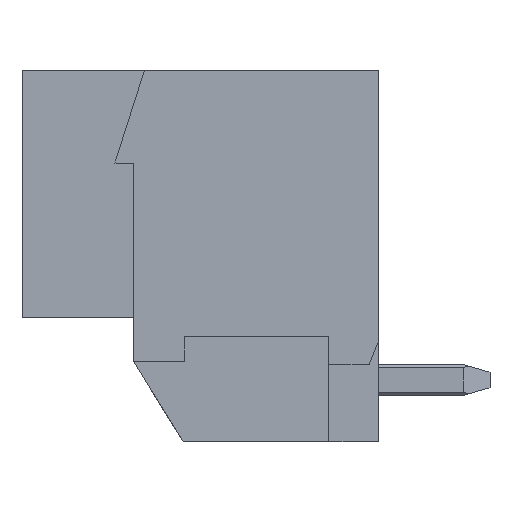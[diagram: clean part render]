
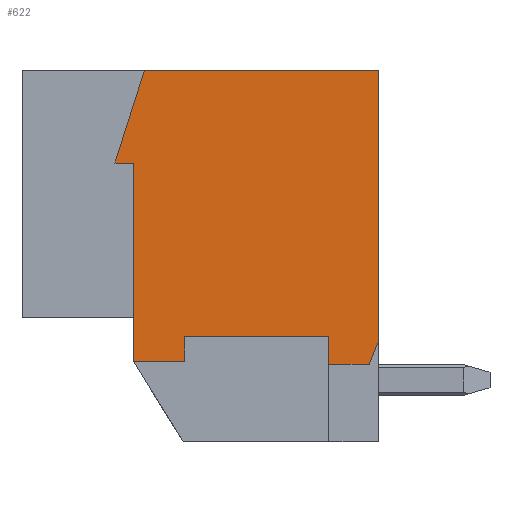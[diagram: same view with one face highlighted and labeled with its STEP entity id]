
A CAD part, left-side view. The second image highlights one B-rep face of the part: STEP entity #622.
In plain terms, the highlighted planar face has unit normal (-1, 0, 0).
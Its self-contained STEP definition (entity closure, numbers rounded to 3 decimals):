
#622 = ADVANCED_FACE( '', ( #1280 ), #1281, .T. );
#1280 = FACE_OUTER_BOUND( '', #1982, .T. );
#1281 = PLANE( '', #1983 );
#1982 = EDGE_LOOP( '', ( #3764, #3765, #3766, #3767, #3768, #3769, #3770, #3771, #3772, #3773, #3774 ) );
#1983 = AXIS2_PLACEMENT_3D( '', #3775, #3776, #3777 );
#3764 = ORIENTED_EDGE( '', *, *, #5215, .F. );
#3765 = ORIENTED_EDGE( '', *, *, #5064, .T. );
#3766 = ORIENTED_EDGE( '', *, *, #4547, .T. );
#3767 = ORIENTED_EDGE( '', *, *, #5216, .T. );
#3768 = ORIENTED_EDGE( '', *, *, #5217, .T. );
#3769 = ORIENTED_EDGE( '', *, *, #5209, .T. );
#3770 = ORIENTED_EDGE( '', *, *, #4470, .F. );
#3771 = ORIENTED_EDGE( '', *, *, #5218, .F. );
#3772 = ORIENTED_EDGE( '', *, *, #4747, .F. );
#3773 = ORIENTED_EDGE( '', *, *, #5219, .F. );
#3774 = ORIENTED_EDGE( '', *, *, #4839, .F. );
#3775 = CARTESIAN_POINT( '', ( -14.2, 0., 0. ) );
#3776 = DIRECTION( '', ( -1., 0., 0. ) );
#3777 = DIRECTION( '', ( 0., 0., 1. ) );
#4470 = EDGE_CURVE( '', #5379, #5380, #5381, .T. );
#4547 = EDGE_CURVE( '', #5519, #5517, #5520, .T. );
#4747 = EDGE_CURVE( '', #5865, #5867, #5868, .T. );
#4839 = EDGE_CURVE( '', #6016, #6017, #6018, .T. );
#5064 = EDGE_CURVE( '', #6347, #5519, #6348, .T. );
#5209 = EDGE_CURVE( '', #6535, #5380, #6536, .T. );
#5215 = EDGE_CURVE( '', #6347, #6016, #6544, .T. );
#5216 = EDGE_CURVE( '', #5517, #6545, #6546, .T. );
#5217 = EDGE_CURVE( '', #6545, #6535, #6547, .T. );
#5218 = EDGE_CURVE( '', #5867, #5379, #6548, .T. );
#5219 = EDGE_CURVE( '', #6017, #5865, #6549, .T. );
#5379 = VERTEX_POINT( '', #6730 );
#5380 = VERTEX_POINT( '', #6731 );
#5381 = LINE( '', #6732, #6733 );
#5517 = VERTEX_POINT( '', #6929 );
#5519 = VERTEX_POINT( '', #6932 );
#5520 = LINE( '', #6933, #6934 );
#5865 = VERTEX_POINT( '', #7437 );
#5867 = VERTEX_POINT( '', #7440 );
#5868 = LINE( '', #7441, #7442 );
#6016 = VERTEX_POINT( '', #7655 );
#6017 = VERTEX_POINT( '', #7656 );
#6018 = LINE( '', #7657, #7658 );
#6347 = VERTEX_POINT( '', #8151 );
#6348 = LINE( '', #8152, #8153 );
#6535 = VERTEX_POINT( '', #8446 );
#6536 = LINE( '', #8447, #8448 );
#6544 = LINE( '', #8460, #8461 );
#6545 = VERTEX_POINT( '', #8462 );
#6546 = LINE( '', #8463, #8464 );
#6547 = LINE( '', #8465, #8466 );
#6548 = LINE( '', #8467, #8468 );
#6549 = LINE( '', #8469, #8470 );
#6730 = CARTESIAN_POINT( '', ( -14.2, 2.475, -3.4 ) );
#6731 = CARTESIAN_POINT( '', ( -14.2, 4.125, -3.4 ) );
#6732 = CARTESIAN_POINT( '', ( -14.2, 2.475, -3.4 ) );
#6733 = VECTOR( '', #8677, 1000. );
#6929 = CARTESIAN_POINT( '', ( -14.2, 3.775, 6. ) );
#6932 = CARTESIAN_POINT( '', ( -14.2, -3.775, 6. ) );
#6933 = CARTESIAN_POINT( '', ( -14.2, -3.775, 6. ) );
#6934 = VECTOR( '', #8748, 1000. );
#7437 = CARTESIAN_POINT( '', ( -14.2, -2.175, -2.6 ) );
#7440 = CARTESIAN_POINT( '', ( -14.2, 2.475, -2.6 ) );
#7441 = CARTESIAN_POINT( '', ( -14.2, -2.175, -2.6 ) );
#7442 = VECTOR( '', #8935, 1000. );
#7655 = CARTESIAN_POINT( '', ( -14.2, -3.475, -3.5 ) );
#7656 = CARTESIAN_POINT( '', ( -14.2, -2.175, -3.5 ) );
#7657 = CARTESIAN_POINT( '', ( -14.2, -3.475, -3.5 ) );
#7658 = VECTOR( '', #9040, 1000. );
#8151 = CARTESIAN_POINT( '', ( -14.2, -3.775, -2.75 ) );
#8152 = CARTESIAN_POINT( '', ( -14.2, -3.775, -6. ) );
#8153 = VECTOR( '', #9232, 1000. );
#8446 = CARTESIAN_POINT( '', ( -14.2, 4.125, 3. ) );
#8447 = CARTESIAN_POINT( '', ( -14.2, 4.125, 3. ) );
#8448 = VECTOR( '', #9339, 1000. );
#8460 = CARTESIAN_POINT( '', ( -14.2, -3.775, -2.75 ) );
#8461 = VECTOR( '', #9344, 1000. );
#8462 = CARTESIAN_POINT( '', ( -14.2, 4.725, 3. ) );
#8463 = CARTESIAN_POINT( '', ( -14.2, 3.775, 6. ) );
#8464 = VECTOR( '', #9345, 1000. );
#8465 = CARTESIAN_POINT( '', ( -14.2, 4.725, 3. ) );
#8466 = VECTOR( '', #9346, 1000. );
#8467 = CARTESIAN_POINT( '', ( -14.2, 2.475, -2.6 ) );
#8468 = VECTOR( '', #9347, 1000. );
#8469 = CARTESIAN_POINT( '', ( -14.2, -2.175, -3.5 ) );
#8470 = VECTOR( '', #9348, 1000. );
#8677 = DIRECTION( '', ( 0., 1., 0. ) );
#8748 = DIRECTION( '', ( 0., 1., 0. ) );
#8935 = DIRECTION( '', ( 0., 1., 0. ) );
#9040 = DIRECTION( '', ( 0., 1., 0. ) );
#9232 = DIRECTION( '', ( 0., 0., 1. ) );
#9339 = DIRECTION( '', ( 0., 0., -1. ) );
#9344 = DIRECTION( '', ( 0., 0.371, -0.928 ) );
#9345 = DIRECTION( '', ( 0., 0.302, -0.953 ) );
#9346 = DIRECTION( '', ( 0., -1., 0. ) );
#9347 = DIRECTION( '', ( 0., 0., -1. ) );
#9348 = DIRECTION( '', ( 0., 0., 1. ) );
